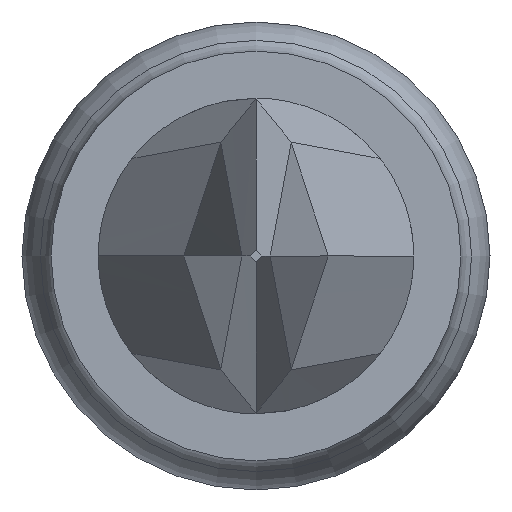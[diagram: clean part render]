
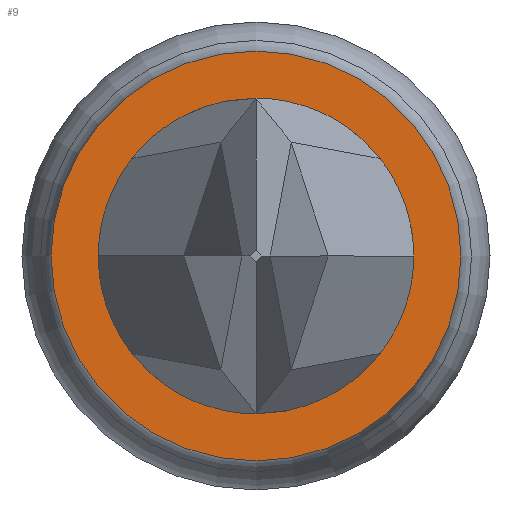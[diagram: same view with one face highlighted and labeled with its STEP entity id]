
A CAD part, left-side view. The second image highlights one B-rep face of the part: STEP entity #9.
In plain terms, the highlighted planar face has unit normal (-1, 0, 0).
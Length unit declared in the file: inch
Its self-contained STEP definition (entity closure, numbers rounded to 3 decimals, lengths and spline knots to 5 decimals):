
#9 = ADVANCED_FACE ( 'NONE', ( #1229, #1049 ), #896, .T. ) ;
#201 = DIRECTION ( 'NONE',  ( -1., 0., 0. ) ) ;
#213 = DIRECTION ( 'NONE',  ( 1., 0., 0. ) ) ;
#242 = AXIS2_PLACEMENT_3D ( 'NONE', #1120, #201, #966 ) ;
#288 = DIRECTION ( 'NONE',  ( 0., 0., -1. ) ) ;
#442 = AXIS2_PLACEMENT_3D ( 'NONE', #872, #213, #450 ) ;
#450 = DIRECTION ( 'NONE',  ( 0., 0., 1. ) ) ;
#586 = CIRCLE ( 'NONE', #1343, 0.0176 ) ;
#635 = DIRECTION ( 'NONE',  ( 1., 0., 0. ) ) ;
#781 = CARTESIAN_POINT ( 'NONE',  ( 0., 0., 0.01355 ) ) ;
#855 = CARTESIAN_POINT ( 'NONE',  ( 0., 0., 0. ) ) ;
#867 = ORIENTED_EDGE ( 'NONE', *, *, #1282, .T. ) ;
#872 = CARTESIAN_POINT ( 'NONE',  ( 0., 0., 0. ) ) ;
#896 = PLANE ( 'NONE',  #242 ) ;
#934 = EDGE_LOOP ( 'NONE', ( #867 ) ) ;
#966 = DIRECTION ( 'NONE',  ( 0., 0., 1. ) ) ;
#1048 = VERTEX_POINT ( 'NONE', #781 ) ;
#1049 = FACE_OUTER_BOUND ( 'NONE', #1066, .T. ) ;
#1066 = EDGE_LOOP ( 'NONE', ( #1277 ) ) ;
#1075 = CIRCLE ( 'NONE', #442, 0.01355 ) ;
#1097 = EDGE_CURVE ( 'NONE', #1332, #1332, #586, .T. ) ;
#1098 = CARTESIAN_POINT ( 'NONE',  ( 0., 0., -0.0176 ) ) ;
#1120 = CARTESIAN_POINT ( 'NONE',  ( 0., 0.0165, 0. ) ) ;
#1229 = FACE_BOUND ( 'NONE', #934, .T. ) ;
#1277 = ORIENTED_EDGE ( 'NONE', *, *, #1097, .F. ) ;
#1282 = EDGE_CURVE ( 'NONE', #1048, #1048, #1075, .T. ) ;
#1332 = VERTEX_POINT ( 'NONE', #1098 ) ;
#1343 = AXIS2_PLACEMENT_3D ( 'NONE', #855, #635, #288 ) ;
